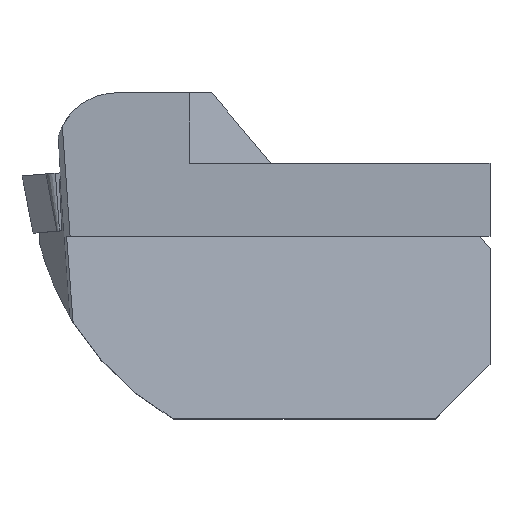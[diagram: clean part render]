
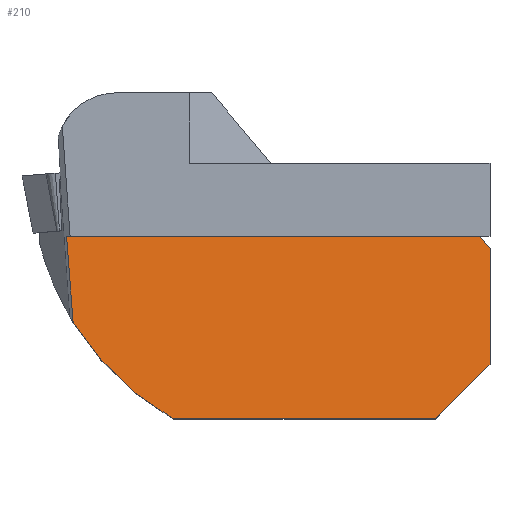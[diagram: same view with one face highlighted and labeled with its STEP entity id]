
A CAD part, top view. The second image highlights one B-rep face of the part: STEP entity #210.
In plain terms, the highlighted planar face has unit normal (0, 0.139, 0.99).
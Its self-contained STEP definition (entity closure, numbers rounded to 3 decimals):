
#210=ADVANCED_FACE('',(#316),#271,.T.);
#271=PLANE('',#1317);
#316=FACE_OUTER_BOUND('',#370,.T.);
#370=EDGE_LOOP('',(#537,#538,#539,#540,#541,#542,#543));
#442=ELLIPSE('',#1309,23.226,23.);
#537=ORIENTED_EDGE('',*,*,#936,.F.);
#538=ORIENTED_EDGE('',*,*,#918,.T.);
#539=ORIENTED_EDGE('',*,*,#921,.T.);
#540=ORIENTED_EDGE('',*,*,#937,.F.);
#541=ORIENTED_EDGE('',*,*,#938,.F.);
#542=ORIENTED_EDGE('',*,*,#939,.T.);
#543=ORIENTED_EDGE('',*,*,#940,.T.);
#799=VERTEX_POINT('',#1832);
#801=VERTEX_POINT('',#1836);
#804=VERTEX_POINT('',#1843);
#813=VERTEX_POINT('',#1903);
#814=VERTEX_POINT('',#1905);
#815=VERTEX_POINT('',#1907);
#816=VERTEX_POINT('',#1909);
#918=EDGE_CURVE('',#799,#801,#442,.T.);
#921=EDGE_CURVE('',#801,#804,#1063,.T.);
#936=EDGE_CURVE('',#799,#813,#1071,.T.);
#937=EDGE_CURVE('',#814,#804,#1072,.T.);
#938=EDGE_CURVE('',#815,#814,#1073,.T.);
#939=EDGE_CURVE('',#815,#816,#1074,.T.);
#940=EDGE_CURVE('',#816,#813,#1075,.T.);
#1063=LINE('',#1844,#1163);
#1071=LINE('',#1902,#1171);
#1072=LINE('',#1904,#1172);
#1073=LINE('',#1906,#1173);
#1074=LINE('',#1908,#1174);
#1075=LINE('',#1910,#1175);
#1163=VECTOR('',#1482,1.);
#1171=VECTOR('',#1502,1.);
#1172=VECTOR('',#1503,1.);
#1173=VECTOR('',#1504,1.);
#1174=VECTOR('',#1505,1.);
#1175=VECTOR('',#1506,1.);
#1309=AXIS2_PLACEMENT_3D('',#1837,#1476,#1477);
#1317=AXIS2_PLACEMENT_3D('',#1911,#1507,#1508);
#1476=DIRECTION('',(0.,0.139,0.99));
#1477=DIRECTION('',(0.,0.99,-0.139));
#1482=DIRECTION('',(1.,0.,0.));
#1502=DIRECTION('',(-0.075,0.987,-0.139));
#1503=DIRECTION('',(-0.704,-0.704,0.099));
#1504=DIRECTION('',(0.,-0.99,0.139));
#1505=DIRECTION('',(-0.639,0.762,-0.107));
#1506=DIRECTION('',(-1.,0.,0.));
#1507=DIRECTION('',(0.,0.139,0.99));
#1508=DIRECTION('',(0.,-0.99,0.139));
#1832=CARTESIAN_POINT('',(-23.278,-13.061,0.992));
#1836=CARTESIAN_POINT('',(-15.052,-21.,2.108));
#1837=CARTESIAN_POINT('',(-3.694,-1.,-0.703));
#1843=CARTESIAN_POINT('',(6.5,-21.,2.108));
#1844=CARTESIAN_POINT('',(-6.407,-21.,2.108));
#1902=CARTESIAN_POINT('',(-23.716,-7.288,0.181));
#1903=CARTESIAN_POINT('',(-23.814,-6.,0.));
#1904=CARTESIAN_POINT('',(7.683,-19.817,1.942));
#1905=CARTESIAN_POINT('',(11.,-16.5,1.476));
#1906=CARTESIAN_POINT('',(11.,-6.,0.));
#1907=CARTESIAN_POINT('',(11.,-7.,0.141));
#1908=CARTESIAN_POINT('',(3.394,2.065,-1.133));
#1909=CARTESIAN_POINT('',(10.161,-6.,0.));
#1910=CARTESIAN_POINT('',(-32.45,-6.,0.));
#1911=CARTESIAN_POINT('',(-6.407,-6.,0.));
